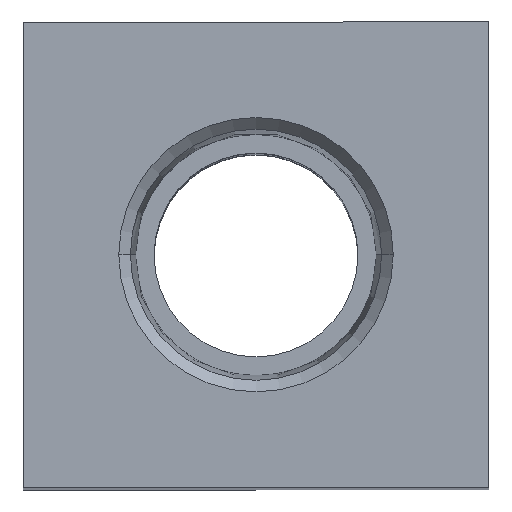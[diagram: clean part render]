
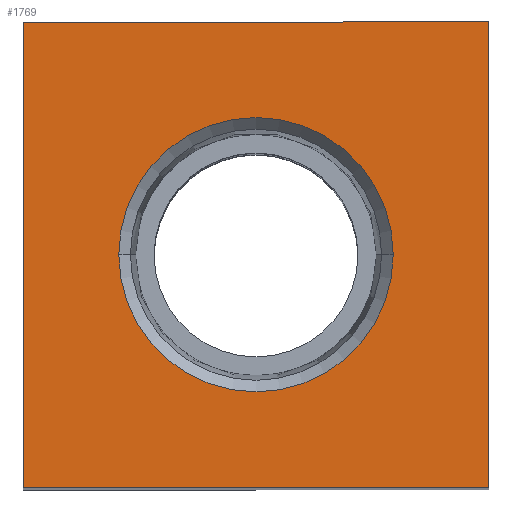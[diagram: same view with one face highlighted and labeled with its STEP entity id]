
A CAD part, top view. The second image highlights one B-rep face of the part: STEP entity #1769.
In plain terms, the highlighted planar face has unit normal (0, 0, 1).
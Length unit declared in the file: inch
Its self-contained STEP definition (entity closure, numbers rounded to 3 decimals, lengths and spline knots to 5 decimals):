
#13 = DIRECTION ( 'NONE',  ( 0., 0., 1. ) ) ;
#90 = CARTESIAN_POINT ( 'NONE',  ( -0.29487, 0., 1.625 ) ) ;
#105 = ORIENTED_EDGE ( 'NONE', *, *, #1830, .T. ) ;
#117 = ORIENTED_EDGE ( 'NONE', *, *, #1892, .T. ) ;
#165 = VECTOR ( 'NONE', #876, 39.37008 ) ;
#179 = EDGE_LOOP ( 'NONE', ( #117, #324, #105, #647 ) ) ;
#183 = EDGE_LOOP ( 'NONE', ( #343, #665 ) ) ;
#260 = LINE ( 'NONE', #1648, #165 ) ;
#278 = DIRECTION ( 'NONE',  ( 0., 0., 1. ) ) ;
#311 = CARTESIAN_POINT ( 'NONE',  ( 0., 0., 1.625 ) ) ;
#324 = ORIENTED_EDGE ( 'NONE', *, *, #609, .T. ) ;
#338 = DIRECTION ( 'NONE',  ( 1., 0., 0. ) ) ;
#343 = ORIENTED_EDGE ( 'NONE', *, *, #406, .F. ) ;
#406 = EDGE_CURVE ( 'NONE', #1473, #778, #1502, .T. ) ;
#451 = DIRECTION ( 'NONE',  ( 1., 0., 0. ) ) ;
#467 = CARTESIAN_POINT ( 'NONE',  ( 0.5, -0.5, 1.625 ) ) ;
#492 = CARTESIAN_POINT ( 'NONE',  ( 0.5, -0.5, 1.625 ) ) ;
#526 = VECTOR ( 'NONE', #1054, 39.37008 ) ;
#530 = EDGE_CURVE ( 'NONE', #778, #1473, #939, .T. ) ;
#588 = VERTEX_POINT ( 'NONE', #783 ) ;
#609 = EDGE_CURVE ( 'NONE', #588, #1363, #1402, .T. ) ;
#647 = ORIENTED_EDGE ( 'NONE', *, *, #1208, .T. ) ;
#656 = AXIS2_PLACEMENT_3D ( 'NONE', #311, #13, #338 ) ;
#665 = ORIENTED_EDGE ( 'NONE', *, *, #530, .F. ) ;
#673 = FACE_BOUND ( 'NONE', #183, .T. ) ;
#717 = DIRECTION ( 'NONE',  ( 0., -1., 0. ) ) ;
#728 = LINE ( 'NONE', #1653, #1106 ) ;
#747 = CARTESIAN_POINT ( 'NONE',  ( 0.5, -0.5, 1.625 ) ) ;
#778 = VERTEX_POINT ( 'NONE', #90 ) ;
#783 = CARTESIAN_POINT ( 'NONE',  ( -0.5, -0.5, 1.625 ) ) ;
#796 = VERTEX_POINT ( 'NONE', #1766 ) ;
#847 = VERTEX_POINT ( 'NONE', #1620 ) ;
#872 = CARTESIAN_POINT ( 'NONE',  ( 0.29487, 0., 1.625 ) ) ;
#876 = DIRECTION ( 'NONE',  ( -1., 0., 0. ) ) ;
#939 = CIRCLE ( 'NONE', #656, 0.29487 ) ;
#999 = VECTOR ( 'NONE', #1096, 39.37008 ) ;
#1054 = DIRECTION ( 'NONE',  ( 0., 1., 0. ) ) ;
#1096 = DIRECTION ( 'NONE',  ( 1., 0., 0. ) ) ;
#1106 = VECTOR ( 'NONE', #717, 39.37008 ) ;
#1126 = DIRECTION ( 'NONE',  ( 0., 0., 1. ) ) ;
#1157 = DIRECTION ( 'NONE',  ( 1., 0., 0. ) ) ;
#1183 = LINE ( 'NONE', #747, #526 ) ;
#1208 = EDGE_CURVE ( 'NONE', #847, #796, #260, .T. ) ;
#1283 = FACE_OUTER_BOUND ( 'NONE', #179, .T. ) ;
#1363 = VERTEX_POINT ( 'NONE', #467 ) ;
#1402 = LINE ( 'NONE', #492, #999 ) ;
#1473 = VERTEX_POINT ( 'NONE', #872 ) ;
#1502 = CIRCLE ( 'NONE', #1585, 0.29487 ) ;
#1516 = AXIS2_PLACEMENT_3D ( 'NONE', #1593, #1126, #1157 ) ;
#1585 = AXIS2_PLACEMENT_3D ( 'NONE', #1955, #278, #451 ) ;
#1593 = CARTESIAN_POINT ( 'NONE',  ( 0., 0., 1.625 ) ) ;
#1620 = CARTESIAN_POINT ( 'NONE',  ( 0.5, 0.5, 1.625 ) ) ;
#1648 = CARTESIAN_POINT ( 'NONE',  ( 0.5, 0.5, 1.625 ) ) ;
#1653 = CARTESIAN_POINT ( 'NONE',  ( -0.5, -0.5, 1.625 ) ) ;
#1766 = CARTESIAN_POINT ( 'NONE',  ( -0.5, 0.5, 1.625 ) ) ;
#1769 = ADVANCED_FACE ( 'NONE', ( #673, #1283 ), #1875, .T. ) ;
#1830 = EDGE_CURVE ( 'NONE', #1363, #847, #1183, .T. ) ;
#1875 = PLANE ( 'NONE',  #1516 ) ;
#1892 = EDGE_CURVE ( 'NONE', #796, #588, #728, .T. ) ;
#1955 = CARTESIAN_POINT ( 'NONE',  ( 0., 0., 1.625 ) ) ;
